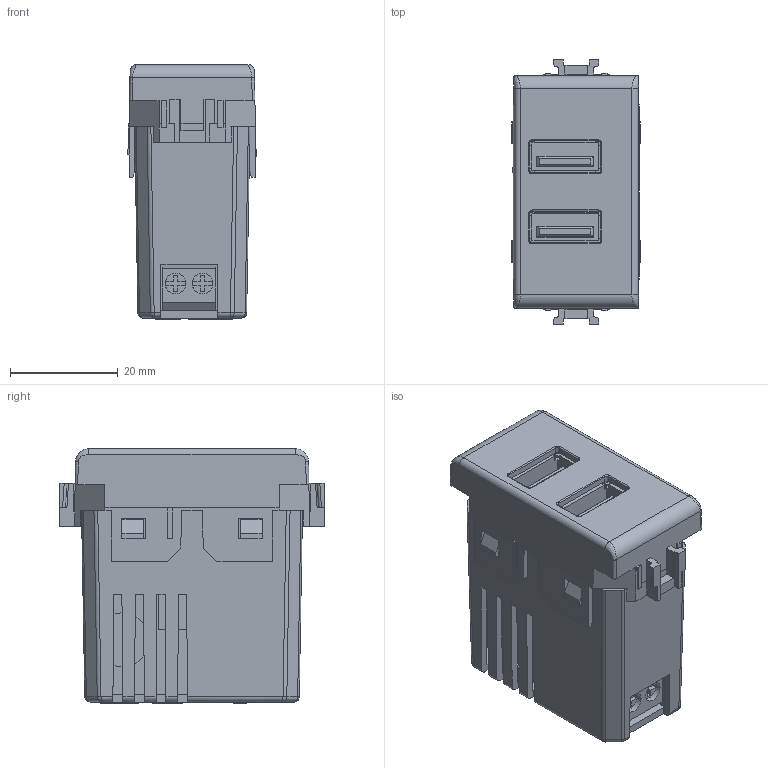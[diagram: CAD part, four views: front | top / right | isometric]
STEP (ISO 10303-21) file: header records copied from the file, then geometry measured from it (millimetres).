
FILE_DESCRIPTION (( 'STEP AP203' ), '1' );
FILE_NAME ('MATIX.STEP', '2024-02-13T20:00:47', ( '' ), ( '' ), 'SwSTEP 2.0', 'SolidWorks 2020', '' );
FILE_SCHEMA (( 'CONFIG_CONTROL_DESIGN' ));
Length unit declared in the file: millimetre
Products named in the file (8): MATIX_cover; PCB^USB2.4; MATIX; PCB-USB-24-2out; MATIX_base; terminal-block; 4BOX-DOUBLE-USB-MATIX; PCB-USB-terminal
Assembly tree (7 placements, depth 3):
  MATIX
    4BOX-DOUBLE-USB-MATIX
      MATIX_base
      MATIX_cover
    PCB^USB2.4
      terminal-block
      PCB-USB-terminal
      PCB-USB-24-2out
Bounding box: 23.9 x 49 x 47.25 mm (x, y, z)
Volume: 20898.3 mm3; surface area: 25069.3 mm2
Topology: 5 solids, 5 shells, 819 faces, 2284 edges, 1496 vertices
Faces by surface type: plane 641, cylinder 108, bspline 62, cone 8
Entity records: 27710 total; most frequent: CARTESIAN_POINT 6194, ORIENTED_EDGE 4568, DIRECTION 3838, EDGE_CURVE 2284, LINE 1946, VECTOR 1946, VERTEX_POINT 1496, AXIS2_PLACEMENT_3D 946
